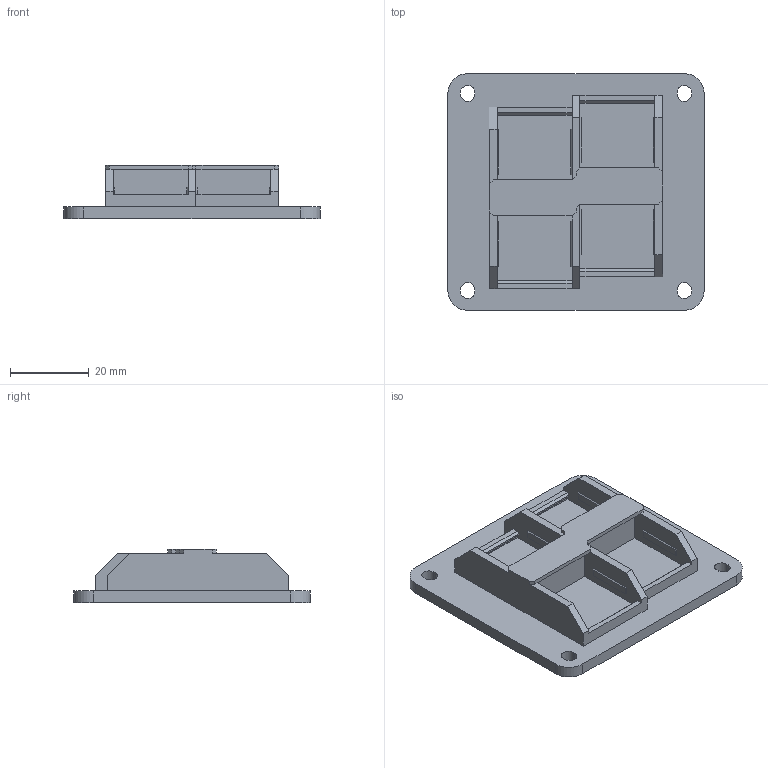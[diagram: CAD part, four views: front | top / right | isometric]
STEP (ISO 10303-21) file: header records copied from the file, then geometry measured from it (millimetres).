
FILE_DESCRIPTION(/* description */ (''),/* implementation_level */ '2;1');
FILE_NAME(/* name */ 'Lower Bay Tray - Wago Nuts - 3 Wire, 2x2.step',/* time_stamp */ '2022-11-02T23:30:52-05:00',/* author */ (''),/* organization */ (''),/* preprocessor_version */ 'ST-DEVELOPER v19.2',/* originating_system */ 'Autodesk Translation Framework v11.17.0.187',/* authorisation */ '');
FILE_SCHEMA (('AUTOMOTIVE_DESIGN { 1 0 10303 214 3 1 1 }'));
Length unit declared in the file: millimetre
Products named in the file (2): Lower Bay Tray - Wago Nuts - 3 Wire, 2x2; Small Tray
Assembly tree (1 placements, depth 2):
  Lower Bay Tray - Wago Nuts - 3 Wire, 2x2
    Small Tray
Bounding box: 65 x 60 x 13.5 mm (x, y, z)
Volume: 18112.9 mm3; surface area: 12225.8 mm2
Topology: 1 solids, 1 shells, 139 faces, 372 edges, 244 vertices
Faces by surface type: plane 127, cylinder 12
Entity records: 4339 total; most frequent: CARTESIAN_POINT 759, ORIENTED_EDGE 744, DIRECTION 682, EDGE_CURVE 372, LINE 348, VECTOR 348, VERTEX_POINT 244, AXIS2_PLACEMENT_3D 167
